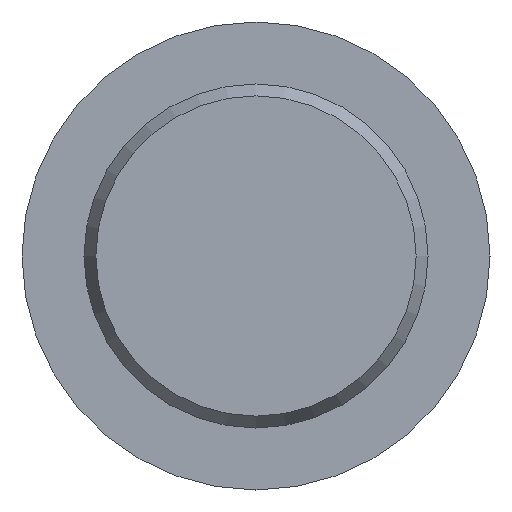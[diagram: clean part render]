
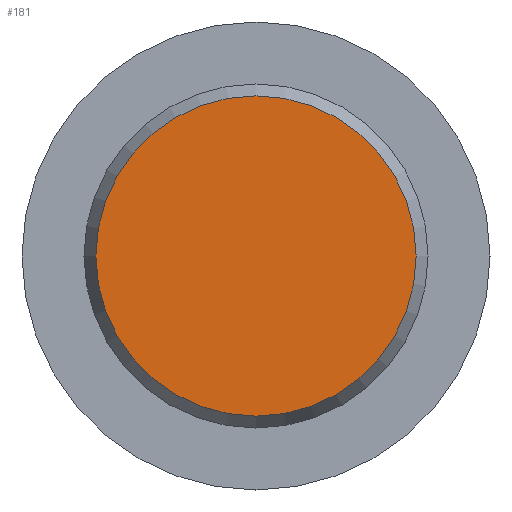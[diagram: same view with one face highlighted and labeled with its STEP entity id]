
A CAD part, left-side view. The second image highlights one B-rep face of the part: STEP entity #181.
In plain terms, the highlighted planar face has unit normal (-1, 0, 0).
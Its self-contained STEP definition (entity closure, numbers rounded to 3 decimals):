
#3 = CARTESIAN_POINT ( 'NONE',  ( 0., 11.634, 0. ) ) ;
#15 = AXIS2_PLACEMENT_3D ( 'NONE', #3, #82, #63 ) ;
#49 = VERTEX_POINT ( 'NONE', #129 ) ;
#63 = DIRECTION ( 'NONE',  ( 0., 0., -1. ) ) ;
#64 = CARTESIAN_POINT ( 'NONE',  ( 0., 0., 0. ) ) ;
#82 = DIRECTION ( 'NONE',  ( 1., 0., 0. ) ) ;
#83 = FACE_OUTER_BOUND ( 'NONE', #98, .T. ) ;
#84 = CIRCLE ( 'NONE', #234, 11.634 ) ;
#98 = EDGE_LOOP ( 'NONE', ( #193 ) ) ;
#129 = CARTESIAN_POINT ( 'NONE',  ( 0., 0., 11.634 ) ) ;
#146 = DIRECTION ( 'NONE',  ( -1., 0., 0. ) ) ;
#169 = EDGE_CURVE ( 'NONE', #49, #49, #84, .T. ) ;
#178 = PLANE ( 'NONE',  #15 ) ;
#181 = ADVANCED_FACE ( 'NONE', ( #83 ), #178, .F. ) ;
#193 = ORIENTED_EDGE ( 'NONE', *, *, #169, .T. ) ;
#234 = AXIS2_PLACEMENT_3D ( 'NONE', #64, #146, #245 ) ;
#245 = DIRECTION ( 'NONE',  ( 0., 0., 1. ) ) ;
